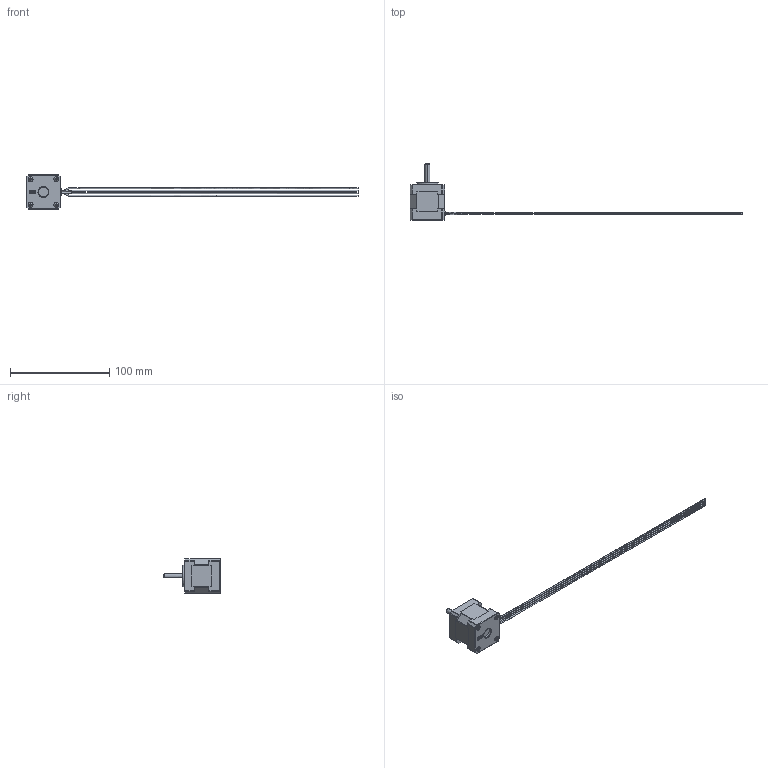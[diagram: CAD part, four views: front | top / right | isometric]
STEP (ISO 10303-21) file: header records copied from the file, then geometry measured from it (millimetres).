
FILE_DESCRIPTION (( 'STEP AP214' ), '1' );
FILE_NAME ('SY35ST36-1004A.STEP', '2021-07-02T23:43:59', ( '' ), ( '' ), 'SwSTEP 2.0', 'SolidWorks 2020', '' );
FILE_SCHEMA (( 'AUTOMOTIVE_DESIGN' ));
Length unit declared in the file: millimetre
Products named in the file (1): SY35ST36-1004A
Bounding box: 335.2 x 57 x 35.2 mm (x, y, z)
Volume: 45258 mm3; surface area: 13184.3 mm2
Topology: 1 solids, 1 shells, 607 faces, 1615 edges, 1065 vertices
Faces by surface type: plane 320, bspline 137, cylinder 114, torus 26, cone 10
Entity records: 33136 total; most frequent: CARTESIAN_POINT 12471, ORIENTED_EDGE 3230, DIRECTION 2325, EDGE_CURVE 1615, VERTEX_POINT 1065, LINE 943, VECTOR 943, AXIS2_PLACEMENT_3D 691
